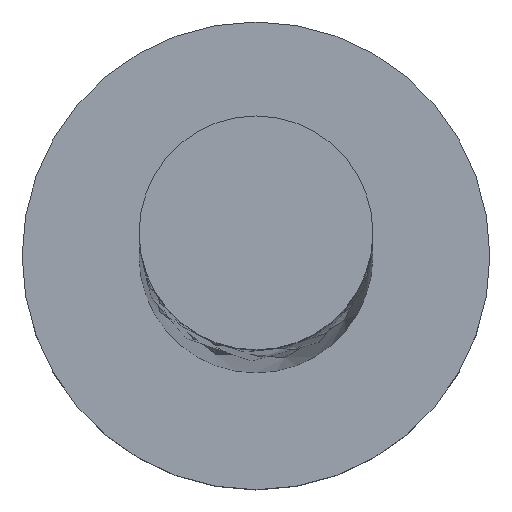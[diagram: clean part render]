
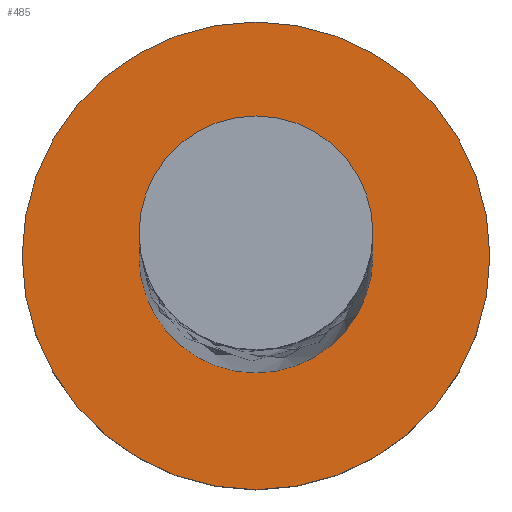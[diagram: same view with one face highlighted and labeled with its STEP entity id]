
A CAD part, top view. The second image highlights one B-rep face of the part: STEP entity #485.
In plain terms, the highlighted planar face has unit normal (0, 0, 1).
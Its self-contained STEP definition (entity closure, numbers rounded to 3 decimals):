
#15 = VERTEX_POINT ( 'NONE', #927 ) ;
#60 = DIRECTION ( 'NONE',  ( 0., 0., 1. ) ) ;
#143 = ORIENTED_EDGE ( 'NONE', *, *, #430, .F. ) ;
#152 = ORIENTED_EDGE ( 'NONE', *, *, #252, .F. ) ;
#201 = PLANE ( 'NONE',  #910 ) ;
#252 = EDGE_CURVE ( 'NONE', #726, #15, #1080, .T. ) ;
#291 = CARTESIAN_POINT ( 'NONE',  ( -2.5, 0., 3. ) ) ;
#306 = CIRCLE ( 'NONE', #1152, 5. ) ;
#362 = CARTESIAN_POINT ( 'NONE',  ( 5., 0., 3. ) ) ;
#409 = ORIENTED_EDGE ( 'NONE', *, *, #816, .T. ) ;
#430 = EDGE_CURVE ( 'NONE', #15, #726, #1645, .T. ) ;
#454 = DIRECTION ( 'NONE',  ( 0., 0., 1. ) ) ;
#485 = ADVANCED_FACE ( 'NONE', ( #1449, #1035 ), #201, .T. ) ;
#513 = EDGE_LOOP ( 'NONE', ( #152, #143 ) ) ;
#607 = EDGE_CURVE ( 'NONE', #1388, #730, #306, .T. ) ;
#623 = DIRECTION ( 'NONE',  ( 1., 0., 0. ) ) ;
#630 = ORIENTED_EDGE ( 'NONE', *, *, #607, .T. ) ;
#664 = CARTESIAN_POINT ( 'NONE',  ( 0., 0., 3. ) ) ;
#706 = DIRECTION ( 'NONE',  ( 1., 0., 0. ) ) ;
#716 = EDGE_LOOP ( 'NONE', ( #409, #630 ) ) ;
#726 = VERTEX_POINT ( 'NONE', #291 ) ;
#730 = VERTEX_POINT ( 'NONE', #824 ) ;
#761 = CARTESIAN_POINT ( 'NONE',  ( 0., 0., 3. ) ) ;
#816 = EDGE_CURVE ( 'NONE', #730, #1388, #853, .T. ) ;
#824 = CARTESIAN_POINT ( 'NONE',  ( -5., 0., 3. ) ) ;
#853 = CIRCLE ( 'NONE', #1467, 5. ) ;
#910 = AXIS2_PLACEMENT_3D ( 'NONE', #761, #60, #623 ) ;
#915 = AXIS2_PLACEMENT_3D ( 'NONE', #1296, #1170, #1017 ) ;
#927 = CARTESIAN_POINT ( 'NONE',  ( 2.5, 0., 3. ) ) ;
#967 = DIRECTION ( 'NONE',  ( 1., 0., 0. ) ) ;
#1001 = CARTESIAN_POINT ( 'NONE',  ( 0., 0., 3. ) ) ;
#1017 = DIRECTION ( 'NONE',  ( 1., 0., 0. ) ) ;
#1035 = FACE_OUTER_BOUND ( 'NONE', #716, .T. ) ;
#1080 = CIRCLE ( 'NONE', #1257, 2.5 ) ;
#1124 = DIRECTION ( 'NONE',  ( 0., 0., 1. ) ) ;
#1142 = DIRECTION ( 'NONE',  ( 1., 0., 0. ) ) ;
#1152 = AXIS2_PLACEMENT_3D ( 'NONE', #664, #1369, #967 ) ;
#1170 = DIRECTION ( 'NONE',  ( 0., 0., 1. ) ) ;
#1257 = AXIS2_PLACEMENT_3D ( 'NONE', #1001, #1124, #706 ) ;
#1296 = CARTESIAN_POINT ( 'NONE',  ( 0., 0., 3. ) ) ;
#1369 = DIRECTION ( 'NONE',  ( 0., 0., 1. ) ) ;
#1388 = VERTEX_POINT ( 'NONE', #362 ) ;
#1449 = FACE_BOUND ( 'NONE', #513, .T. ) ;
#1467 = AXIS2_PLACEMENT_3D ( 'NONE', #1710, #454, #1142 ) ;
#1645 = CIRCLE ( 'NONE', #915, 2.5 ) ;
#1710 = CARTESIAN_POINT ( 'NONE',  ( 0., 0., 3. ) ) ;
